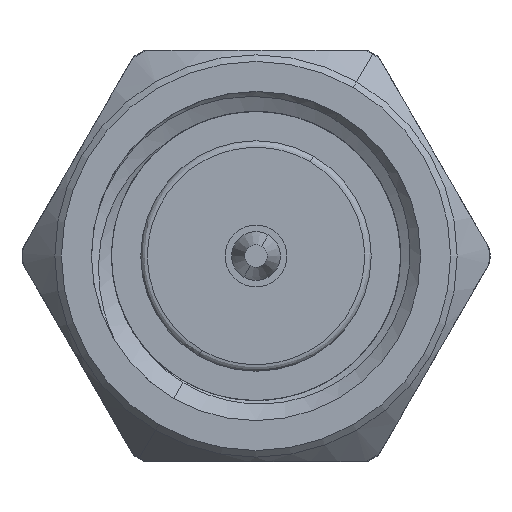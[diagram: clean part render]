
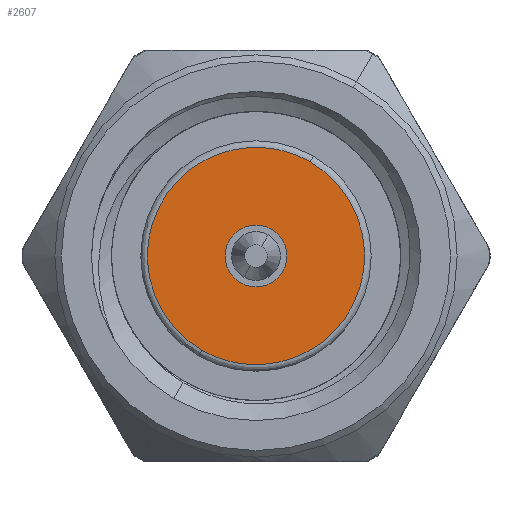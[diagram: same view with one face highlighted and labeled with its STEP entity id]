
A CAD part, left-side view. The second image highlights one B-rep face of the part: STEP entity #2607.
In plain terms, the highlighted planar face has unit normal (-1, 0, 0).
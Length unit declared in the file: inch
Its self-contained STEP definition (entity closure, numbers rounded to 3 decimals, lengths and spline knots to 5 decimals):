
#51 = DIRECTION ( 'NONE',  ( -1., 0., 0. ) ) ;
#66 = EDGE_CURVE ( 'NONE', #2170, #1601, #3243, .T. ) ;
#301 = DIRECTION ( 'NONE',  ( -1., 0., 0. ) ) ;
#436 = EDGE_CURVE ( 'NONE', #1506, #5326, #3432, .T. ) ;
#649 = CARTESIAN_POINT ( 'NONE',  ( 0.11, 0.04125, -0.07145 ) ) ;
#678 = CARTESIAN_POINT ( 'NONE',  ( 0.11, -0.04125, 0.07145 ) ) ;
#814 = ORIENTED_EDGE ( 'NONE', *, *, #1739, .F. ) ;
#1018 = CARTESIAN_POINT ( 'NONE',  ( 0.11, 0., 0. ) ) ;
#1023 = CARTESIAN_POINT ( 'NONE',  ( 0.11, -0.04125, 0.07145 ) ) ;
#1049 = FACE_BOUND ( 'NONE', #2174, .T. ) ;
#1096 = CARTESIAN_POINT ( 'NONE',  ( 0.11, -0.18414, -0.01105 ) ) ;
#1098 = CARTESIAN_POINT ( 'NONE',  ( 0.11, 0.01175, -0.02035 ) ) ;
#1506 = VERTEX_POINT ( 'NONE', #1023 ) ;
#1579 = CARTESIAN_POINT ( 'NONE',  ( 0.11, 0.04125, -0.07145 ) ) ;
#1601 = VERTEX_POINT ( 'NONE', #1098 ) ;
#1739 = EDGE_CURVE ( 'NONE', #5326, #1506, #2460, .T. ) ;
#1774 = EDGE_LOOP ( 'NONE', ( #814, #5685 ) ) ;
#1845 = DIRECTION ( 'NONE',  ( 0., 0.5, -0.866 ) ) ;
#1862 = ORIENTED_EDGE ( 'NONE', *, *, #66, .F. ) ;
#1923 = AXIS2_PLACEMENT_3D ( 'NONE', #4718, #301, #2916 ) ;
#2170 = VERTEX_POINT ( 'NONE', #4074 ) ;
#2174 = EDGE_LOOP ( 'NONE', ( #3282, #1862 ) ) ;
#2460 =( BOUNDED_CURVE ( )  B_SPLINE_CURVE ( 3, ( #2489, #5144, #2538, #5618 ),
 .UNSPECIFIED., .F., .T. ) 
 B_SPLINE_CURVE_WITH_KNOTS ( ( 4, 4 ),
 ( 0., 1. ),
 .UNSPECIFIED. ) 
 CURVE ( )  GEOMETRIC_REPRESENTATION_ITEM ( )  RATIONAL_B_SPLINE_CURVE ( ( 1., 0.333, 0.333, 1. ) ) 
 REPRESENTATION_ITEM ( '' )  );
#2489 = CARTESIAN_POINT ( 'NONE',  ( 0.11, 0.04125, -0.07145 ) ) ;
#2538 = CARTESIAN_POINT ( 'NONE',  ( 0.11, 0.10164, 0.15395 ) ) ;
#2607 = ADVANCED_FACE ( 'NONE', ( #1049, #5654 ), #3300, .F. ) ;
#2612 = EDGE_CURVE ( 'NONE', #1601, #2170, #4514, .T. ) ;
#2916 = DIRECTION ( 'NONE',  ( 0., 0.5, -0.866 ) ) ;
#3243 = CIRCLE ( 'NONE', #3268, 0.0235 ) ;
#3268 = AXIS2_PLACEMENT_3D ( 'NONE', #4020, #51, #1845 ) ;
#3282 = ORIENTED_EDGE ( 'NONE', *, *, #2612, .F. ) ;
#3300 = PLANE ( 'NONE',  #3788 ) ;
#3432 =( BOUNDED_CURVE ( )  B_SPLINE_CURVE ( 3, ( #678, #1096, #3779, #1579 ),
 .UNSPECIFIED., .F., .F. ) 
 B_SPLINE_CURVE_WITH_KNOTS ( ( 4, 4 ),
 ( 0., 1. ),
 .UNSPECIFIED. ) 
 CURVE ( )  GEOMETRIC_REPRESENTATION_ITEM ( )  RATIONAL_B_SPLINE_CURVE ( ( 1., 0.333, 0.333, 1. ) ) 
 REPRESENTATION_ITEM ( '' )  );
#3703 = DIRECTION ( 'NONE',  ( 0., 0.5, -0.866 ) ) ;
#3779 = CARTESIAN_POINT ( 'NONE',  ( 0.11, -0.10164, -0.15395 ) ) ;
#3788 = AXIS2_PLACEMENT_3D ( 'NONE', #1018, #5021, #3703 ) ;
#4020 = CARTESIAN_POINT ( 'NONE',  ( 0.11, 0., 0. ) ) ;
#4074 = CARTESIAN_POINT ( 'NONE',  ( 0.11, -0.01175, 0.02035 ) ) ;
#4514 = CIRCLE ( 'NONE', #1923, 0.0235 ) ;
#4718 = CARTESIAN_POINT ( 'NONE',  ( 0.11, 0., 0. ) ) ;
#5021 = DIRECTION ( 'NONE',  ( 1., 0., 0. ) ) ;
#5144 = CARTESIAN_POINT ( 'NONE',  ( 0.11, 0.18414, 0.01105 ) ) ;
#5326 = VERTEX_POINT ( 'NONE', #649 ) ;
#5618 = CARTESIAN_POINT ( 'NONE',  ( 0.11, -0.04125, 0.07145 ) ) ;
#5654 = FACE_OUTER_BOUND ( 'NONE', #1774, .T. ) ;
#5685 = ORIENTED_EDGE ( 'NONE', *, *, #436, .F. ) ;
